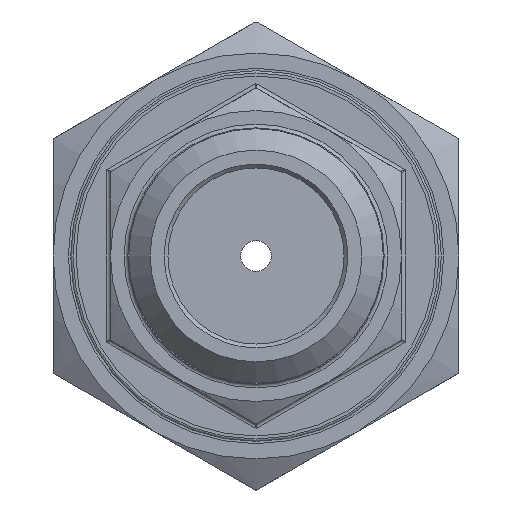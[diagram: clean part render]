
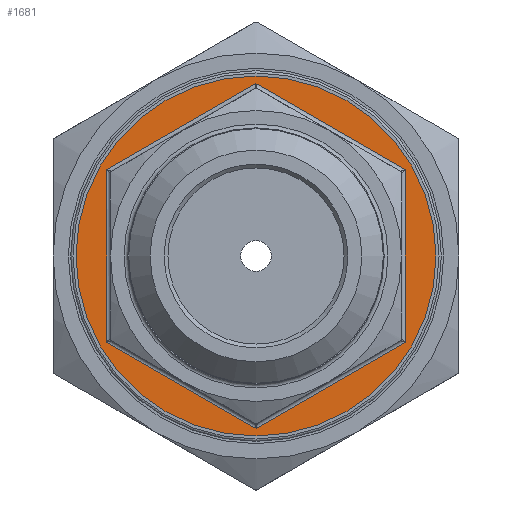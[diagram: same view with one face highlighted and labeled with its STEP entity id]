
A CAD part, front view. The second image highlights one B-rep face of the part: STEP entity #1681.
In plain terms, the highlighted planar face has unit normal (0, -1, 0).
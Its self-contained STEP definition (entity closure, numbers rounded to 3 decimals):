
#181=LINE('',#3106,#241);
#185=LINE('',#3163,#245);
#189=LINE('',#3226,#249);
#193=LINE('',#3289,#253);
#197=LINE('',#3341,#257);
#203=LINE('',#3427,#263);
#241=VECTOR('',#2148,22.517);
#245=VECTOR('',#2164,22.517);
#249=VECTOR('',#2188,22.517);
#253=VECTOR('',#2212,22.517);
#257=VECTOR('',#2230,22.517);
#263=VECTOR('',#2290,22.517);
#348=PLANE('',#1868);
#370=FACE_BOUND('',#606,.T.);
#477=FACE_OUTER_BOUND('',#605,.T.);
#605=EDGE_LOOP('',(#1483));
#606=EDGE_LOOP('',(#1484,#1485,#1486,#1487,#1488,#1489));
#705=CIRCLE('',#1869,23.5);
#818=VERTEX_POINT('',#3068);
#825=VERTEX_POINT('',#3105);
#831=VERTEX_POINT('',#3162);
#839=VERTEX_POINT('',#3225);
#847=VERTEX_POINT('',#3288);
#850=VERTEX_POINT('',#3319);
#863=VERTEX_POINT('',#3429);
#1022=EDGE_CURVE('',#818,#825,#181,.T.);
#1032=EDGE_CURVE('',#825,#831,#185,.T.);
#1045=EDGE_CURVE('',#831,#839,#189,.T.);
#1058=EDGE_CURVE('',#839,#847,#193,.T.);
#1068=EDGE_CURVE('',#847,#850,#197,.T.);
#1090=EDGE_CURVE('',#850,#818,#203,.T.);
#1091=EDGE_CURVE('',#863,#863,#705,.T.);
#1483=ORIENTED_EDGE('',*,*,#1091,.T.);
#1484=ORIENTED_EDGE('',*,*,#1045,.F.);
#1485=ORIENTED_EDGE('',*,*,#1032,.F.);
#1486=ORIENTED_EDGE('',*,*,#1022,.F.);
#1487=ORIENTED_EDGE('',*,*,#1090,.F.);
#1488=ORIENTED_EDGE('',*,*,#1068,.F.);
#1489=ORIENTED_EDGE('',*,*,#1058,.F.);
#1681=ADVANCED_FACE('',(#477,#370),#348,.T.);
#1868=AXIS2_PLACEMENT_3D('',#3428,#2291,#2292);
#1869=AXIS2_PLACEMENT_3D('',#3430,#2293,#2294);
#2148=DIRECTION('',(-0.866,0.,-0.5));
#2164=DIRECTION('',(0.,0.,-1.));
#2188=DIRECTION('',(0.866,0.,-0.5));
#2212=DIRECTION('',(0.866,0.,0.5));
#2230=DIRECTION('',(0.,0.,1.));
#2290=DIRECTION('',(-0.866,0.,0.5));
#2291=DIRECTION('center_axis',(0.,-1.,0.));
#2292=DIRECTION('ref_axis',(0.,0.,-1.));
#2293=DIRECTION('center_axis',(0.,-1.,0.));
#2294=DIRECTION('ref_axis',(1.,0.,0.));
#3068=CARTESIAN_POINT('',(0.,-9.5,22.517));
#3105=CARTESIAN_POINT('',(-19.5,-9.5,11.258));
#3106=CARTESIAN_POINT('',(-14.5,-9.5,14.145));
#3162=CARTESIAN_POINT('',(-19.5,-9.5,-11.258));
#3163=CARTESIAN_POINT('',(-19.5,-9.5,-5.485));
#3225=CARTESIAN_POINT('',(0.,-9.5,-22.517));
#3226=CARTESIAN_POINT('',(-5.,-9.5,-19.63));
#3288=CARTESIAN_POINT('',(19.5,-9.5,-11.258));
#3289=CARTESIAN_POINT('',(14.5,-9.5,-14.145));
#3319=CARTESIAN_POINT('',(19.5,-9.5,11.258));
#3341=CARTESIAN_POINT('',(19.5,-9.5,5.485));
#3427=CARTESIAN_POINT('',(5.,-9.5,19.63));
#3428=CARTESIAN_POINT('Origin',(0.,-9.5,0.));
#3429=CARTESIAN_POINT('',(-23.5,-9.5,0.));
#3430=CARTESIAN_POINT('Origin',(0.,-9.5,0.));
